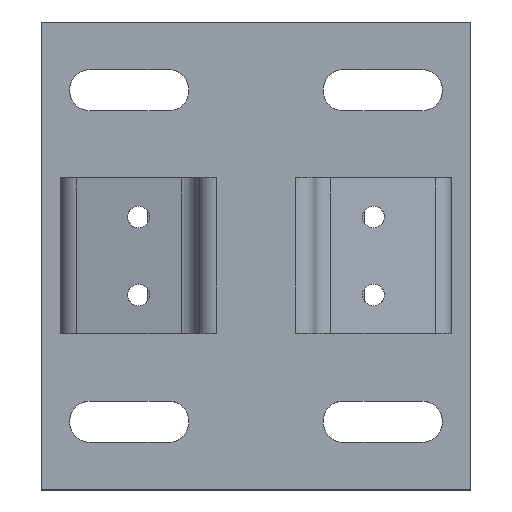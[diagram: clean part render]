
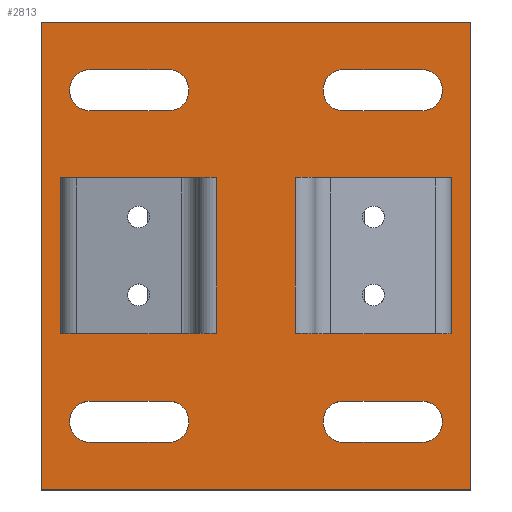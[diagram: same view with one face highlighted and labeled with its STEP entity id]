
A CAD part, top view. The second image highlights one B-rep face of the part: STEP entity #2813.
In plain terms, the highlighted planar face has unit normal (0, 0, 1).
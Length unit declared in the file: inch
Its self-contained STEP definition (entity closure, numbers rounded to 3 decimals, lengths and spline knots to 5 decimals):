
#1691=CARTESIAN_POINT('',(-0.86,1.75,0.02011));
#1692=VERTEX_POINT('',#1691);
#1701=CARTESIAN_POINT('',(-1.14,1.75,0.02011));
#1702=VERTEX_POINT('',#1701);
#1703=CARTESIAN_POINT('',(-1.0,1.75,0.02011));
#1704=DIRECTION('',(0.0,0.0,-1.0));
#1705=DIRECTION('',(1.0,0.0,0.0));
#1706=AXIS2_PLACEMENT_3D('',#1703,#1704,#1705);
#1707=CIRCLE('',#1706,0.14);
#1708=EDGE_CURVE('',#1702,#1692,#1707,.T.);
#1733=CARTESIAN_POINT('',(-0.86,0.75,0.02011));
#1734=VERTEX_POINT('',#1733);
#1743=CARTESIAN_POINT('',(-1.14,0.75,0.02011));
#1744=VERTEX_POINT('',#1743);
#1745=CARTESIAN_POINT('',(-1.0,0.75,0.02011));
#1746=DIRECTION('',(0.0,0.0,-1.0));
#1747=DIRECTION('',(1.0,0.0,0.0));
#1748=AXIS2_PLACEMENT_3D('',#1745,#1746,#1747);
#1749=CIRCLE('',#1748,0.14);
#1750=EDGE_CURVE('',#1744,#1734,#1749,.T.);
#1775=CARTESIAN_POINT('',(2.15,0.75,0.02011));
#1776=VERTEX_POINT('',#1775);
#1785=CARTESIAN_POINT('',(1.87,0.75,0.02011));
#1786=VERTEX_POINT('',#1785);
#1787=CARTESIAN_POINT('',(2.01,0.75,0.02011));
#1788=DIRECTION('',(0.0,0.0,-1.0));
#1789=DIRECTION('',(1.0,0.0,0.0));
#1790=AXIS2_PLACEMENT_3D('',#1787,#1788,#1789);
#1791=CIRCLE('',#1790,0.14);
#1792=EDGE_CURVE('',#1786,#1776,#1791,.T.);
#1817=CARTESIAN_POINT('',(2.15,1.75,0.02011));
#1818=VERTEX_POINT('',#1817);
#1827=CARTESIAN_POINT('',(1.87,1.75,0.02011));
#1828=VERTEX_POINT('',#1827);
#1829=CARTESIAN_POINT('',(2.01,1.75,0.02011));
#1830=DIRECTION('',(0.0,0.0,-1.0));
#1831=DIRECTION('',(1.0,0.0,0.0));
#1832=AXIS2_PLACEMENT_3D('',#1829,#1830,#1831);
#1833=CIRCLE('',#1832,0.14);
#1834=EDGE_CURVE('',#1828,#1818,#1833,.T.);
#2083=CARTESIAN_POINT('',(3.255,-1.75,0.02011));
#2084=VERTEX_POINT('',#2083);
#2085=CARTESIAN_POINT('',(-2.245,-1.75,0.02011));
#2086=VERTEX_POINT('',#2085);
#2087=CARTESIAN_POINT('',(3.255,-1.75,0.02011));
#2088=DIRECTION('',(-1.0,0.0,0.0));
#2089=VECTOR('',#2088,5.5);
#2090=LINE('',#2087,#2089);
#2091=EDGE_CURVE('',#2084,#2086,#2090,.T.);
#2123=CARTESIAN_POINT('',(-2.245,4.25,0.02011));
#2124=VERTEX_POINT('',#2123);
#2125=CARTESIAN_POINT('',(3.255,4.25,0.02011));
#2126=VERTEX_POINT('',#2125);
#2127=CARTESIAN_POINT('',(-2.245,4.25,0.02011));
#2128=DIRECTION('',(1.0,0.0,0.0));
#2129=VECTOR('',#2128,5.5);
#2130=LINE('',#2127,#2129);
#2131=EDGE_CURVE('',#2124,#2126,#2130,.T.);
#2173=CARTESIAN_POINT('',(-0.62,3.64,0.02011));
#2174=VERTEX_POINT('',#2173);
#2181=CARTESIAN_POINT('',(-1.62,3.64,0.02011));
#2182=VERTEX_POINT('',#2181);
#2183=CARTESIAN_POINT('',(-1.62,3.64,0.02011));
#2184=DIRECTION('',(1.0,0.0,0.0));
#2185=VECTOR('',#2184,1.);
#2186=LINE('',#2183,#2185);
#2187=EDGE_CURVE('',#2182,#2174,#2186,.T.);
#2213=CARTESIAN_POINT('',(-1.62,3.11,0.02011));
#2214=VERTEX_POINT('',#2213);
#2215=CARTESIAN_POINT('',(-1.62,3.375,0.02011));
#2216=DIRECTION('',(0.0,0.0,-1.0));
#2217=DIRECTION('',(-1.0,0.0,0.0));
#2218=AXIS2_PLACEMENT_3D('',#2215,#2216,#2217);
#2219=CIRCLE('',#2218,0.265);
#2220=EDGE_CURVE('',#2214,#2182,#2219,.T.);
#2245=CARTESIAN_POINT('',(-0.62,3.11,0.02011));
#2246=VERTEX_POINT('',#2245);
#2247=CARTESIAN_POINT('',(-0.62,3.11,0.02011));
#2248=DIRECTION('',(-1.0,0.0,0.0));
#2249=VECTOR('',#2248,1.);
#2250=LINE('',#2247,#2249);
#2251=EDGE_CURVE('',#2246,#2214,#2250,.T.);
#2275=CARTESIAN_POINT('',(-0.62,3.375,0.02011));
#2276=DIRECTION('',(0.0,0.0,-1.0));
#2277=DIRECTION('',(1.0,0.0,0.0));
#2278=AXIS2_PLACEMENT_3D('',#2275,#2276,#2277);
#2279=CIRCLE('',#2278,0.265);
#2280=EDGE_CURVE('',#2174,#2246,#2279,.T.);
#2301=CARTESIAN_POINT('',(-0.62,-0.61,0.02011));
#2302=VERTEX_POINT('',#2301);
#2309=CARTESIAN_POINT('',(-1.62,-0.61,0.02011));
#2310=VERTEX_POINT('',#2309);
#2311=CARTESIAN_POINT('',(-1.62,-0.61,0.02011));
#2312=DIRECTION('',(1.0,0.0,0.0));
#2313=VECTOR('',#2312,1.);
#2314=LINE('',#2311,#2313);
#2315=EDGE_CURVE('',#2310,#2302,#2314,.T.);
#2341=CARTESIAN_POINT('',(-1.62,-1.14,0.02011));
#2342=VERTEX_POINT('',#2341);
#2343=CARTESIAN_POINT('',(-1.62,-0.875,0.02011));
#2344=DIRECTION('',(0.0,0.0,-1.0));
#2345=DIRECTION('',(-1.0,0.0,0.0));
#2346=AXIS2_PLACEMENT_3D('',#2343,#2344,#2345);
#2347=CIRCLE('',#2346,0.265);
#2348=EDGE_CURVE('',#2342,#2310,#2347,.T.);
#2373=CARTESIAN_POINT('',(-0.62,-1.14,0.02011));
#2374=VERTEX_POINT('',#2373);
#2375=CARTESIAN_POINT('',(-0.62,-1.14,0.02011));
#2376=DIRECTION('',(-1.0,0.0,0.0));
#2377=VECTOR('',#2376,1.);
#2378=LINE('',#2375,#2377);
#2379=EDGE_CURVE('',#2374,#2342,#2378,.T.);
#2403=CARTESIAN_POINT('',(-0.62,-0.875,0.02011));
#2404=DIRECTION('',(0.0,0.0,-1.0));
#2405=DIRECTION('',(1.0,0.0,0.0));
#2406=AXIS2_PLACEMENT_3D('',#2403,#2404,#2405);
#2407=CIRCLE('',#2406,0.265);
#2408=EDGE_CURVE('',#2302,#2374,#2407,.T.);
#2422=CARTESIAN_POINT('',(2.01,1.75,0.02011));
#2423=DIRECTION('',(0.0,0.0,-1.0));
#2424=DIRECTION('',(1.0,0.0,0.0));
#2425=AXIS2_PLACEMENT_3D('',#2422,#2423,#2424);
#2426=CIRCLE('',#2425,0.14);
#2427=EDGE_CURVE('',#1818,#1828,#2426,.T.);
#2447=CARTESIAN_POINT('',(2.63,3.64,0.02011));
#2448=VERTEX_POINT('',#2447);
#2455=CARTESIAN_POINT('',(1.63,3.64,0.02011));
#2456=VERTEX_POINT('',#2455);
#2457=CARTESIAN_POINT('',(1.63,3.64,0.02011));
#2458=DIRECTION('',(1.0,0.0,0.0));
#2459=VECTOR('',#2458,1.0);
#2460=LINE('',#2457,#2459);
#2461=EDGE_CURVE('',#2456,#2448,#2460,.T.);
#2487=CARTESIAN_POINT('',(1.63,3.11,0.02011));
#2488=VERTEX_POINT('',#2487);
#2489=CARTESIAN_POINT('',(1.63,3.375,0.02011));
#2490=DIRECTION('',(0.0,0.0,-1.0));
#2491=DIRECTION('',(-1.0,0.0,0.0));
#2492=AXIS2_PLACEMENT_3D('',#2489,#2490,#2491);
#2493=CIRCLE('',#2492,0.265);
#2494=EDGE_CURVE('',#2488,#2456,#2493,.T.);
#2519=CARTESIAN_POINT('',(2.63,3.11,0.02011));
#2520=VERTEX_POINT('',#2519);
#2521=CARTESIAN_POINT('',(2.63,3.11,0.02011));
#2522=DIRECTION('',(-1.0,0.0,0.0));
#2523=VECTOR('',#2522,1.0);
#2524=LINE('',#2521,#2523);
#2525=EDGE_CURVE('',#2520,#2488,#2524,.T.);
#2549=CARTESIAN_POINT('',(2.63,3.375,0.02011));
#2550=DIRECTION('',(0.0,0.0,-1.0));
#2551=DIRECTION('',(1.0,0.0,0.0));
#2552=AXIS2_PLACEMENT_3D('',#2549,#2550,#2551);
#2553=CIRCLE('',#2552,0.265);
#2554=EDGE_CURVE('',#2448,#2520,#2553,.T.);
#2575=CARTESIAN_POINT('',(2.63,-0.61,0.02011));
#2576=VERTEX_POINT('',#2575);
#2583=CARTESIAN_POINT('',(1.63,-0.61,0.02011));
#2584=VERTEX_POINT('',#2583);
#2585=CARTESIAN_POINT('',(1.63,-0.61,0.02011));
#2586=DIRECTION('',(1.0,0.0,0.0));
#2587=VECTOR('',#2586,1.0);
#2588=LINE('',#2585,#2587);
#2589=EDGE_CURVE('',#2584,#2576,#2588,.T.);
#2615=CARTESIAN_POINT('',(1.63,-1.14,0.02011));
#2616=VERTEX_POINT('',#2615);
#2617=CARTESIAN_POINT('',(1.63,-0.875,0.02011));
#2618=DIRECTION('',(0.0,0.0,-1.0));
#2619=DIRECTION('',(-1.0,0.0,0.0));
#2620=AXIS2_PLACEMENT_3D('',#2617,#2618,#2619);
#2621=CIRCLE('',#2620,0.265);
#2622=EDGE_CURVE('',#2616,#2584,#2621,.T.);
#2647=CARTESIAN_POINT('',(2.63,-1.14,0.02011));
#2648=VERTEX_POINT('',#2647);
#2649=CARTESIAN_POINT('',(2.63,-1.14,0.02011));
#2650=DIRECTION('',(-1.0,0.0,0.0));
#2651=VECTOR('',#2650,1.0);
#2652=LINE('',#2649,#2651);
#2653=EDGE_CURVE('',#2648,#2616,#2652,.T.);
#2677=CARTESIAN_POINT('',(2.63,-0.875,0.02011));
#2678=DIRECTION('',(0.0,0.0,-1.0));
#2679=DIRECTION('',(1.0,0.0,0.0));
#2680=AXIS2_PLACEMENT_3D('',#2677,#2678,#2679);
#2681=CIRCLE('',#2680,0.265);
#2682=EDGE_CURVE('',#2576,#2648,#2681,.T.);
#2696=CARTESIAN_POINT('',(2.01,0.75,0.02011));
#2697=DIRECTION('',(0.0,0.0,-1.0));
#2698=DIRECTION('',(1.0,0.0,0.0));
#2699=AXIS2_PLACEMENT_3D('',#2696,#2697,#2698);
#2700=CIRCLE('',#2699,0.14);
#2701=EDGE_CURVE('',#1776,#1786,#2700,.T.);
#2718=CARTESIAN_POINT('',(-2.245,-1.75,0.02011));
#2719=DIRECTION('',(0.0,1.0,0.0));
#2720=VECTOR('',#2719,6.0);
#2721=LINE('',#2718,#2720);
#2722=EDGE_CURVE('',#2086,#2124,#2721,.T.);
#2740=CARTESIAN_POINT('',(3.255,4.25,0.02011));
#2741=DIRECTION('',(0.0,-1.0,0.0));
#2742=VECTOR('',#2741,6.0);
#2743=LINE('',#2740,#2742);
#2744=EDGE_CURVE('',#2126,#2084,#2743,.T.);
#2750=CARTESIAN_POINT('',(0.505,1.25,0.02011));
#2751=DIRECTION('',(0.0,0.0,1.0));
#2752=DIRECTION('',(-1.0,0.0,0.0));
#2753=AXIS2_PLACEMENT_3D('',#2750,#2751,#2752);
#2754=PLANE('',#2753);
#2755=ORIENTED_EDGE('',*,*,#2722,.F.);
#2756=ORIENTED_EDGE('',*,*,#2091,.F.);
#2757=ORIENTED_EDGE('',*,*,#2744,.F.);
#2758=ORIENTED_EDGE('',*,*,#2131,.F.);
#2759=EDGE_LOOP('',(#2755,#2756,#2757,#2758));
#2760=FACE_OUTER_BOUND('',#2759,.T.);
#2761=ORIENTED_EDGE('',*,*,#2251,.T.);
#2762=ORIENTED_EDGE('',*,*,#2220,.T.);
#2763=ORIENTED_EDGE('',*,*,#2187,.T.);
#2764=ORIENTED_EDGE('',*,*,#2280,.T.);
#2765=EDGE_LOOP('',(#2761,#2762,#2763,#2764));
#2766=FACE_BOUND('',#2765,.T.);
#2767=CARTESIAN_POINT('',(-1.0,1.75,0.02011));
#2768=DIRECTION('',(0.0,0.0,-1.0));
#2769=DIRECTION('',(1.0,0.0,0.0));
#2770=AXIS2_PLACEMENT_3D('',#2767,#2768,#2769);
#2771=CIRCLE('',#2770,0.14);
#2772=EDGE_CURVE('',#1692,#1702,#2771,.T.);
#2773=ORIENTED_EDGE('',*,*,#2772,.T.);
#2774=ORIENTED_EDGE('',*,*,#1708,.T.);
#2775=EDGE_LOOP('',(#2773,#2774));
#2776=FACE_BOUND('',#2775,.T.);
#2777=ORIENTED_EDGE('',*,*,#2379,.T.);
#2778=ORIENTED_EDGE('',*,*,#2348,.T.);
#2779=ORIENTED_EDGE('',*,*,#2315,.T.);
#2780=ORIENTED_EDGE('',*,*,#2408,.T.);
#2781=EDGE_LOOP('',(#2777,#2778,#2779,#2780));
#2782=FACE_BOUND('',#2781,.T.);
#2783=CARTESIAN_POINT('',(-1.0,0.75,0.02011));
#2784=DIRECTION('',(0.0,0.0,-1.0));
#2785=DIRECTION('',(1.0,0.0,0.0));
#2786=AXIS2_PLACEMENT_3D('',#2783,#2784,#2785);
#2787=CIRCLE('',#2786,0.14);
#2788=EDGE_CURVE('',#1734,#1744,#2787,.T.);
#2789=ORIENTED_EDGE('',*,*,#2788,.T.);
#2790=ORIENTED_EDGE('',*,*,#1750,.T.);
#2791=EDGE_LOOP('',(#2789,#2790));
#2792=FACE_BOUND('',#2791,.T.);
#2793=ORIENTED_EDGE('',*,*,#2427,.T.);
#2794=ORIENTED_EDGE('',*,*,#1834,.T.);
#2795=EDGE_LOOP('',(#2793,#2794));
#2796=FACE_BOUND('',#2795,.T.);
#2797=ORIENTED_EDGE('',*,*,#2525,.T.);
#2798=ORIENTED_EDGE('',*,*,#2494,.T.);
#2799=ORIENTED_EDGE('',*,*,#2461,.T.);
#2800=ORIENTED_EDGE('',*,*,#2554,.T.);
#2801=EDGE_LOOP('',(#2797,#2798,#2799,#2800));
#2802=FACE_BOUND('',#2801,.T.);
#2803=ORIENTED_EDGE('',*,*,#2653,.T.);
#2804=ORIENTED_EDGE('',*,*,#2622,.T.);
#2805=ORIENTED_EDGE('',*,*,#2589,.T.);
#2806=ORIENTED_EDGE('',*,*,#2682,.T.);
#2807=EDGE_LOOP('',(#2803,#2804,#2805,#2806));
#2808=FACE_BOUND('',#2807,.T.);
#2809=ORIENTED_EDGE('',*,*,#2701,.T.);
#2810=ORIENTED_EDGE('',*,*,#1792,.T.);
#2811=EDGE_LOOP('',(#2809,#2810));
#2812=FACE_BOUND('',#2811,.T.);
#2813=ADVANCED_FACE('',(#2760,#2766,#2776,#2782,#2792,#2796,#2802,#2808,#2812),#2754,.T.);
